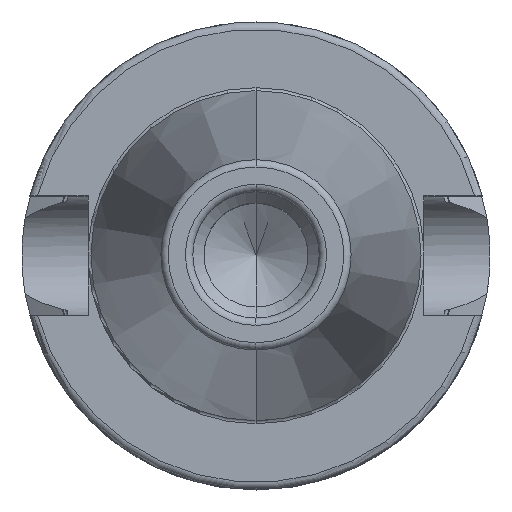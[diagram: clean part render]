
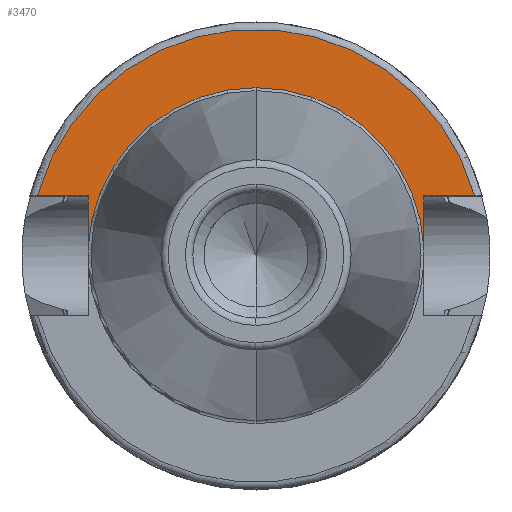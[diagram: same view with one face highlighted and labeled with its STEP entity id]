
A CAD part, top view. The second image highlights one B-rep face of the part: STEP entity #3470.
In plain terms, the highlighted planar face has unit normal (0, 0, 1).
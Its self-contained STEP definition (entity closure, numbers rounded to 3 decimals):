
#284=CARTESIAN_POINT('',(0,0,25));
#285=DIRECTION('',(0,0,-1));
#286=DIRECTION('',(0,1,0));
#287=AXIS2_PLACEMENT_3D('',#284,#285,#286);
#614=DIRECTION('',(0,1,0));
#615=VECTOR('',#614,6.987);
#616=CARTESIAN_POINT('',(-22.6,1.063,25));
#617=LINE('',#616,#615);
#618=DIRECTION('',(1,0,0));
#619=VECTOR('',#618,6.818);
#620=CARTESIAN_POINT('',(-29.418,8.05,25));
#621=LINE('',#620,#619);
#622=DIRECTION('',(-1,0,0));
#623=VECTOR('',#622,6.818);
#624=CARTESIAN_POINT('',(29.418,8.05,25));
#625=LINE('',#624,#623);
#626=DIRECTION('',(0,-1,0));
#627=VECTOR('',#626,6.987);
#628=CARTESIAN_POINT('',(22.6,8.05,25));
#629=LINE('',#628,#627);
#636=CARTESIAN_POINT('',(0,0,25));
#637=DIRECTION('',(0,0,1));
#638=DIRECTION('',(0,1,0));
#639=AXIS2_PLACEMENT_3D('',#636,#637,#638);
#690=CARTESIAN_POINT('',(0,0,25));
#691=DIRECTION('',(0,0,1));
#692=DIRECTION('',(0.965,0.264,0));
#693=AXIS2_PLACEMENT_3D('',#690,#691,#692);
#2323=CARTESIAN_POINT('',(-22.6,1.063,25));
#2324=CARTESIAN_POINT('',(-22.6,8.05,25));
#2325=VERTEX_POINT('',#2323);
#2326=VERTEX_POINT('',#2324);
#2327=CARTESIAN_POINT('',(-29.418,8.05,25));
#2328=VERTEX_POINT('',#2327);
#2329=CARTESIAN_POINT('',(22.6,8.05,25));
#2330=CARTESIAN_POINT('',(22.6,1.063,25));
#2331=VERTEX_POINT('',#2329);
#2332=VERTEX_POINT('',#2330);
#2339=CARTESIAN_POINT('',(29.418,8.05,25));
#2340=VERTEX_POINT('',#2339);
#2387=CARTESIAN_POINT('',(0,22.625,25));
#2389=VERTEX_POINT('',#2387);
#3453=CARTESIAN_POINT('',(0,0,25));
#3454=DIRECTION('',(0,0,-1));
#3455=DIRECTION('',(0,-1,0));
#3456=AXIS2_PLACEMENT_3D('',#3453,#3454,#3455);
#3457=PLANE('',#3456);
#3458=ORIENTED_EDGE('',*,*,#3352,.T.);
#3459=ORIENTED_EDGE('',*,*,#3380,.F.);
#3461=ORIENTED_EDGE('',*,*,#3460,.F.);
#3463=ORIENTED_EDGE('',*,*,#3462,.T.);
#3464=ORIENTED_EDGE('',*,*,#3116,.T.);
#3465=ORIENTED_EDGE('',*,*,#3099,.F.);
#3467=ORIENTED_EDGE('',*,*,#3466,.T.);
#3468=EDGE_LOOP('',(#3458,#3459,#3461,#3463,#3464,#3465,#3467));
#3469=FACE_OUTER_BOUND('',#3468,.F.);
#3470=ADVANCED_FACE('',(#3469),#3457,.F.);
#288=CIRCLE('',#287,22.625);
#640=CIRCLE('',#639,22.625);
#694=CIRCLE('',#693,30.5);
#3099=EDGE_CURVE('',#2389,#2332,#288,.T.);
#3116=EDGE_CURVE('',#2331,#2332,#629,.T.);
#3352=EDGE_CURVE('',#2325,#2326,#617,.T.);
#3380=EDGE_CURVE('',#2328,#2326,#621,.T.);
#3460=EDGE_CURVE('',#2340,#2328,#694,.T.);
#3462=EDGE_CURVE('',#2340,#2331,#625,.T.);
#3466=EDGE_CURVE('',#2389,#2325,#640,.T.);
